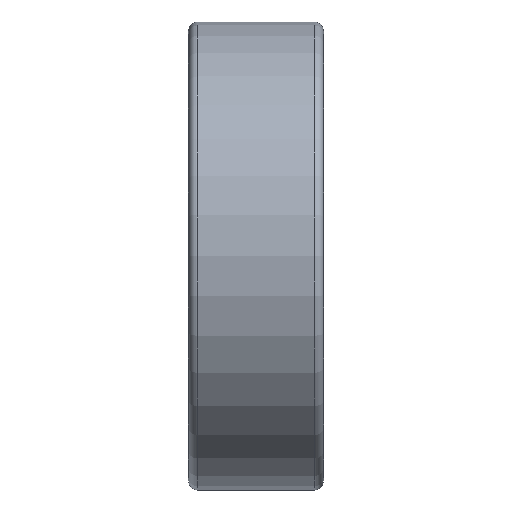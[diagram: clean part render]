
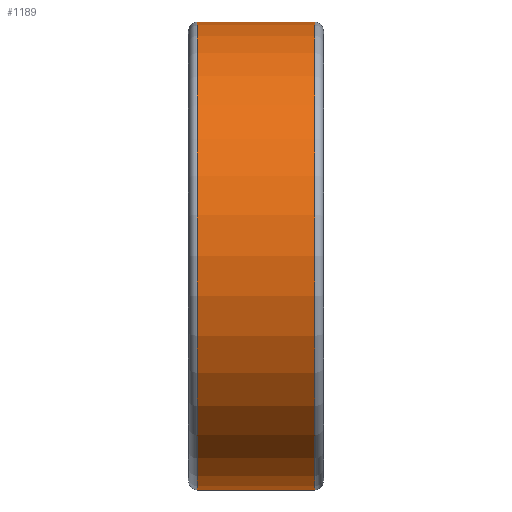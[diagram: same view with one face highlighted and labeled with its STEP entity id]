
A CAD part, top view. The second image highlights one B-rep face of the part: STEP entity #1189.
In plain terms, the highlighted cylindrical face has radius 26 mm (diameter 52 mm), a partial arc.
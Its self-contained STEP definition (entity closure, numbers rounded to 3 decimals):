
#1189=ADVANCED_FACE('',(#2625),#2626,.T.);
#2625=FACE_OUTER_BOUND('',#4305,.T.);
#2626=CYLINDRICAL_SURFACE('',#4306,26.0);
#4305=EDGE_LOOP('',(#8097,#8098,#8099,#8100));
#4306=AXIS2_PLACEMENT_3D('',#8101,#8102,#8103);
#8097=ORIENTED_EDGE('',*,*,#10693,.T.);
#8098=ORIENTED_EDGE('',*,*,#11597,.F.);
#8099=ORIENTED_EDGE('',*,*,#10695,.T.);
#8100=ORIENTED_EDGE('',*,*,#11595,.T.);
#8101=CARTESIAN_POINT('',(0.,0.0,0.0));
#8102=DIRECTION('',(1.0,0.0,0.0));
#8103=DIRECTION('',(0.0,1.0,0.));
#10693=EDGE_CURVE('',#13118,#13109,#13119,.T.);
#10695=EDGE_CURVE('',#13112,#13120,#13122,.T.);
#11595=EDGE_CURVE('',#13120,#13118,#14404,.T.);
#11597=EDGE_CURVE('',#13112,#13109,#14406,.T.);
#13109=VERTEX_POINT('',#18888);
#13112=VERTEX_POINT('',#18891);
#13118=VERTEX_POINT('',#18897);
#13119=LINE('',#18898,#18899);
#13120=VERTEX_POINT('',#18900);
#13122=LINE('',#18902,#18903);
#14404=CIRCLE('',#21097,26.0);
#14406=CIRCLE('',#21099,26.0);
#18888=CARTESIAN_POINT('',(-6.5,26.0,0.));
#18891=CARTESIAN_POINT('',(-6.5,-26.0,0.));
#18897=CARTESIAN_POINT('',(6.5,26.0,0.));
#18898=CARTESIAN_POINT('',(0.,26.0,0.));
#18899=VECTOR('',#23656,1.0);
#18900=CARTESIAN_POINT('',(6.5,-26.0,0.));
#18902=CARTESIAN_POINT('',(0.,-26.0,0.));
#18903=VECTOR('',#23660,1.0);
#21097=AXIS2_PLACEMENT_3D('',#24444,#24445,#24446);
#21099=AXIS2_PLACEMENT_3D('',#24447,#24448,#24449);
#23656=DIRECTION('',(-1.0,0.0,0.0));
#23660=DIRECTION('',(1.0,0.0,0.0));
#24444=CARTESIAN_POINT('',(6.5,0.0,0.0));
#24445=DIRECTION('',(-1.0,0.0,0.0));
#24446=DIRECTION('',(0.0,1.0,0.));
#24447=CARTESIAN_POINT('',(-6.5,0.0,0.0));
#24448=DIRECTION('',(-1.0,0.0,0.0));
#24449=DIRECTION('',(0.0,1.0,0.));
